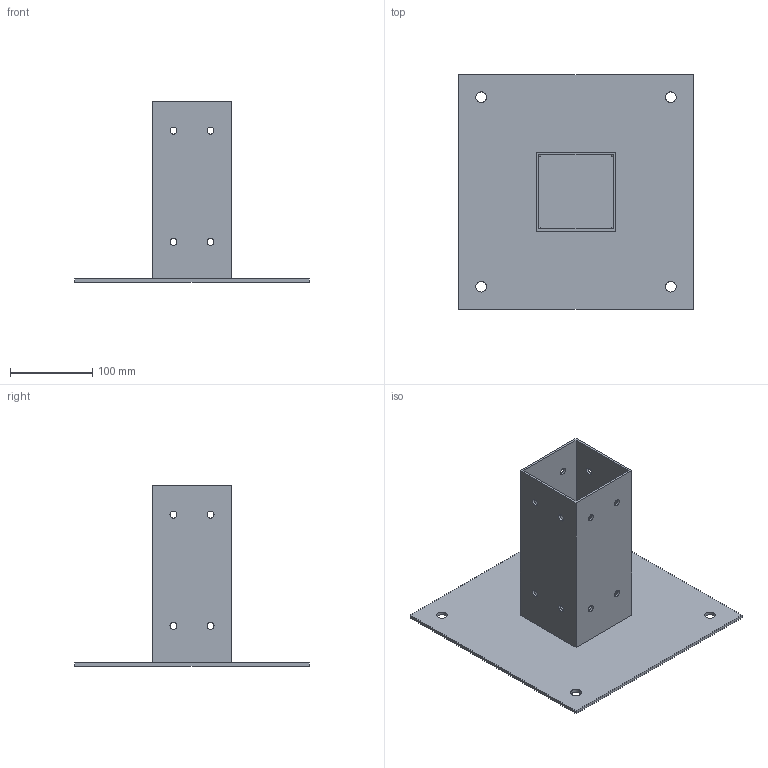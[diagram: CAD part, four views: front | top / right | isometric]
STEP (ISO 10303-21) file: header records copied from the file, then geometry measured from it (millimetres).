
FILE_DESCRIPTION(/* description */ ('Kotvící patice pro profil 90x90'),/* implementation_level */ '2;1');
FILE_NAME(/* name */ '539090.stp',/* time_stamp */ '2020-02-20T12:27:40+01:00',/* author */ ('Frančeová'),/* organization */ ('Alutec K&K'),/* preprocessor_version */ 'ST-DEVELOPER v17',/* originating_system */ 'Autodesk Inventor 2018',/* authorisation */ '');
FILE_SCHEMA (('AUTOMOTIVE_DESIGN { 1 0 10303 214 3 1 1 }'));
Length unit declared in the file: millimetre
Products named in the file (1): 539090
Bounding box: 285 x 285 x 219 mm (x, y, z)
Volume: 560057.1 mm3; surface area: 326021.6 mm2
Topology: 1 solids, 1 shells, 40 faces, 116 edges, 76 vertices
Faces by surface type: cylinder 20, plane 16, sphere 4
Full cylindrical faces by diameter (mm): 8.4 x8, 8.5 x8, 13 x4
Entity records: 1443 total; most frequent: DIRECTION 250, CARTESIAN_POINT 229, ORIENTED_EDGE 224, EDGE_CURVE 112, AXIS2_PLACEMENT_3D 97, EDGE_LOOP 82, VERTEX_POINT 76, LINE 56
